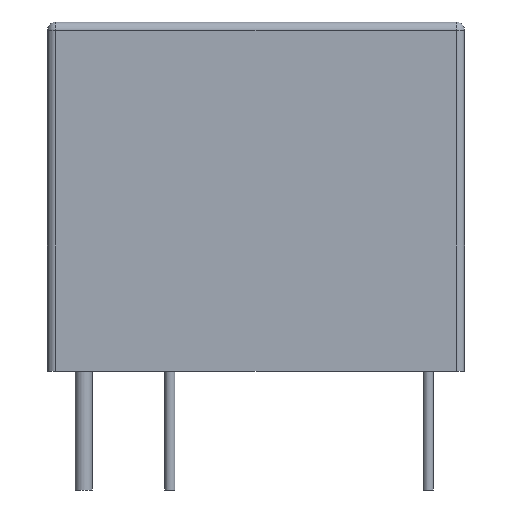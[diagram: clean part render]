
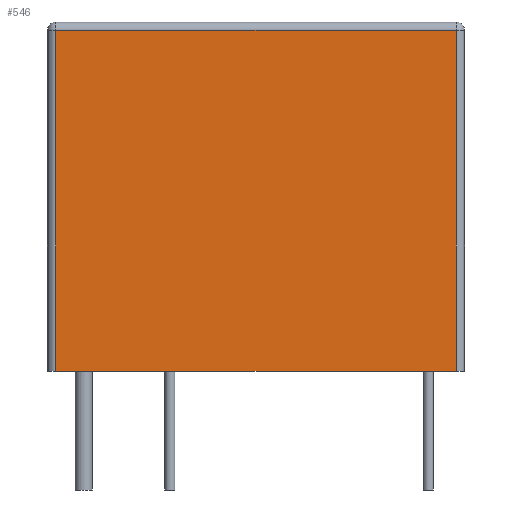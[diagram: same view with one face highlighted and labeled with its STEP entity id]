
A CAD part, front view. The second image highlights one B-rep face of the part: STEP entity #546.
In plain terms, the highlighted planar face has unit normal (0, -1, 0).
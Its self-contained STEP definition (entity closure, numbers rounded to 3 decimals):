
#13=DIRECTION('',(0.,0.,1.));
#30=DIRECTION('',(1.,0.,0.));
#37=CARTESIAN_POINT('',(0.,0.));
#38=VECTOR('',#39,1.);
#39=DIRECTION('',(1.,0.));
#40=( GEOMETRIC_REPRESENTATION_CONTEXT(2) PARAMETRIC_REPRESENTATION_CONTEXT() REPRESENTATION_CONTEXT('2D SPACE',''  ) );
#42=PLANE('',#43);
#43=AXIS2_PLACEMENT_3D('',#44,#45,#46);
#44=CARTESIAN_POINT('',(5.08,-2.54,0.));
#45=DIRECTION('',(-0.,-0.,-1.));
#46=DIRECTION('',(-1.,0.,0.));
#58=VECTOR('',#13,1.);
#60=DEFINITIONAL_REPRESENTATION('',(#61),#40);
#61=LINE('',#62,#63);
#62=CARTESIAN_POINT('',(0.25,0.));
#63=VECTOR('',#64,1.);
#64=DIRECTION('',(0.,-1.));
#69=DEFINITIONAL_REPRESENTATION('',(#70),#40);
#70=LINE('',#37,#71);
#71=VECTOR('',#72,1.);
#72=DIRECTION('',(0.,1.));
#81=DEFINITIONAL_REPRESENTATION('',(#82),#40);
#82=LINE('',#83,#38);
#83=CARTESIAN_POINT('',(0.,-10.05));
#93=DEFINITIONAL_REPRESENTATION('',(#94),#40);
#94=LINE('',#95,#63);
#95=CARTESIAN_POINT('',(12.05,0.));
#100=DEFINITIONAL_REPRESENTATION('',(#101),#40);
#101=LINE('',#102,#103);
#102=CARTESIAN_POINT('',(-0.,0.));
#103=VECTOR('',#104,1.);
#104=DIRECTION('',(-0.,1.));
#116=DIRECTION('',(0.,-1.,0.));
#143=VERTEX_POINT('',#144);
#144=CARTESIAN_POINT('',(10.98,-6.34,0.));
#148=CARTESIAN_POINT('',(10.98,-6.09,0.));
#155=CYLINDRICAL_SURFACE('',#156,0.25);
#156=AXIS2_PLACEMENT_3D('',#148,#13,#30);
#161=EDGE_CURVE('',#143,#162,#164,.T.);
#162=VERTEX_POINT('',#163);
#163=CARTESIAN_POINT('',(-0.82,-6.34,0.));
#164=SURFACE_CURVE('',#165,(#168,#172),.PCURVE_S1.);
#165=LINE('',#166,#167);
#166=CARTESIAN_POINT('',(11.23,-6.34,0.));
#167=VECTOR('',#46,1.);
#168=PCURVE('',#42,#169);
#169=DEFINITIONAL_REPRESENTATION('',(#170),#40);
#170=LINE('',#171,#38);
#171=CARTESIAN_POINT('',(-6.15,-3.8));
#172=PCURVE('',#173,#175);
#173=PLANE('',#174);
#174=AXIS2_PLACEMENT_3D('',#166,#116,#46);
#175=DEFINITIONAL_REPRESENTATION('',(#176),#40);
#176=LINE('',#177,#38);
#177=CARTESIAN_POINT('',(0.,-0.));
#185=CARTESIAN_POINT('',(-0.82,-6.09,0.));
#192=CYLINDRICAL_SURFACE('',#193,0.25);
#193=AXIS2_PLACEMENT_3D('',#185,#13,#116);
#398=DEFINITIONAL_REPRESENTATION('',(#399),#40);
#399=LINE('',#400,#103);
#400=CARTESIAN_POINT('',(-1.571,0.));
#484=CARTESIAN_POINT('',(-0.82,-6.34,10.05));
#493=CARTESIAN_POINT('',(11.23,-6.09,10.05));
#512=VERTEX_POINT('',#484);
#520=ORIENTED_EDGE('',*,*,#521,.F.);
#521=EDGE_CURVE('',#162,#512,#522,.T.);
#522=SURFACE_CURVE('',#523,(#524,#525),.PCURVE_S1.);
#523=LINE('',#163,#58);
#524=PCURVE('',#192,#100);
#525=PCURVE('',#173,#93);
#529=ORIENTED_EDGE('',*,*,#530,.T.);
#530=EDGE_CURVE('',#143,#531,#533,.T.);
#531=VERTEX_POINT('',#532);
#532=CARTESIAN_POINT('',(10.98,-6.34,10.05));
#533=SURFACE_CURVE('',#534,(#535,#536),.PCURVE_S1.);
#534=LINE('',#144,#58);
#535=PCURVE('',#155,#398);
#536=PCURVE('',#173,#60);
#546=ADVANCED_FACE('',(#547),#173,.T.);
#547=FACE_BOUND('',#548,.T.);
#548=EDGE_LOOP('',(#549,#529,#550,#520));
#549=ORIENTED_EDGE('',*,*,#161,.F.);
#550=ORIENTED_EDGE('',*,*,#551,.T.);
#551=EDGE_CURVE('',#531,#512,#552,.T.);
#552=SURFACE_CURVE('',#553,(#555,#556),.PCURVE_S1.);
#553=LINE('',#554,#167);
#554=CARTESIAN_POINT('',(11.23,-6.34,10.05));
#555=PCURVE('',#173,#81);
#556=PCURVE('',#557,#69);
#557=CYLINDRICAL_SURFACE('',#558,0.25);
#558=AXIS2_PLACEMENT_3D('',#493,#46,#116);
